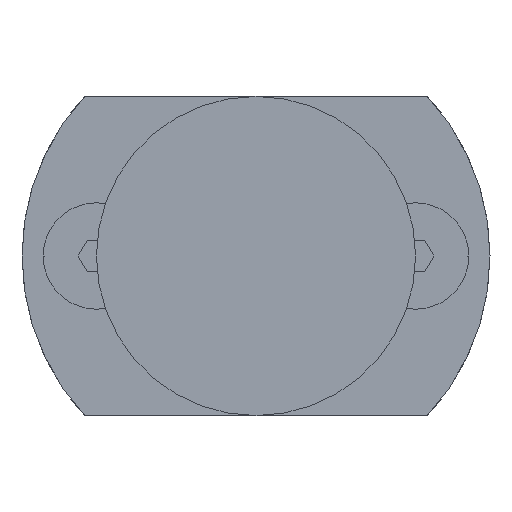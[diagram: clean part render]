
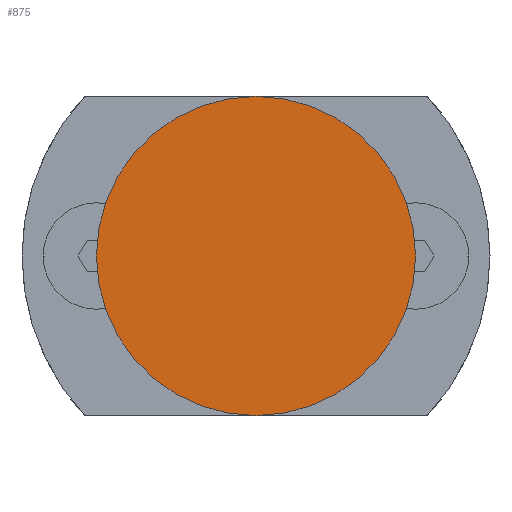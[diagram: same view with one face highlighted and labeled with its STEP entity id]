
A CAD part, front view. The second image highlights one B-rep face of the part: STEP entity #875.
In plain terms, the highlighted planar face has unit normal (0, -1, 0).
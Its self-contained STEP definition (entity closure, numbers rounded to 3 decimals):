
#459=VERTEX_POINT('',#1278);
#657=EDGE_CURVE('',#459,#881,#1504,.T.);
#875=ADVANCED_FACE('',(#1752),#1753,.T.);
#881=VERTEX_POINT('',#1759);
#1033=EDGE_CURVE('',#881,#459,#1923,.T.);
#1278=CARTESIAN_POINT('',(-15.0,0.0,0.));
#1504=CIRCLE('',#2499,15.0);
#1752=FACE_OUTER_BOUND('',#2828,.T.);
#1753=PLANE('',#2829);
#1759=CARTESIAN_POINT('',(15.0,0.0,0.0));
#1923=CIRCLE('',#3072,15.0);
#2499=AXIS2_PLACEMENT_3D('',#3684,#3685,#3686);
#2828=EDGE_LOOP('',(#3991,#3992));
#2829=AXIS2_PLACEMENT_3D('',#3993,#3994,#3995);
#3072=AXIS2_PLACEMENT_3D('',#4161,#4162,#4163);
#3684=CARTESIAN_POINT('',(0.0,0.0,0.0));
#3685=DIRECTION('',(0.0,-1.0,0.0));
#3686=DIRECTION('',(1.0,0.0,0.0));
#3991=ORIENTED_EDGE('',*,*,#1033,.T.);
#3992=ORIENTED_EDGE('',*,*,#657,.T.);
#3993=CARTESIAN_POINT('',(0.0,0.0,0.0));
#3994=DIRECTION('',(0.0,-1.0,0.0));
#3995=DIRECTION('',(-1.0,0.0,0.0));
#4161=CARTESIAN_POINT('',(0.0,0.0,0.0));
#4162=DIRECTION('',(0.0,-1.0,0.0));
#4163=DIRECTION('',(1.0,0.0,0.0));
